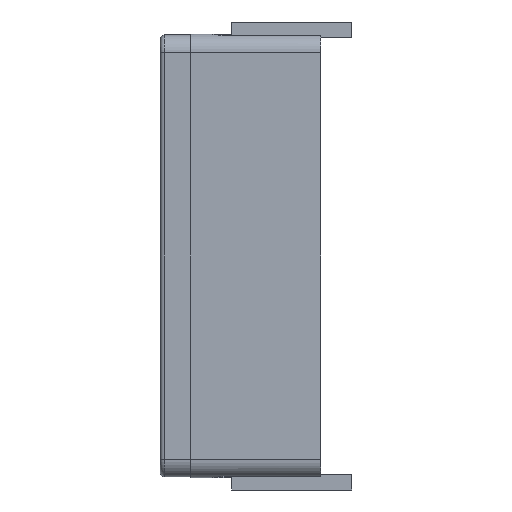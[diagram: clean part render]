
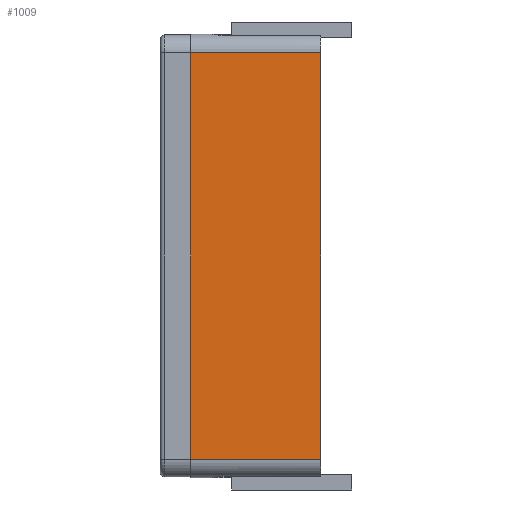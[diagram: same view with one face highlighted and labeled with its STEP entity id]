
A CAD part, left-side view. The second image highlights one B-rep face of the part: STEP entity #1009.
In plain terms, the highlighted planar face has unit normal (-1, 0, 0).
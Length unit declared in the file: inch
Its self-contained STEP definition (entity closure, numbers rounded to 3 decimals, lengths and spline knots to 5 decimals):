
#15 = DIRECTION ( 'NONE',  ( 0., 0., -1. ) ) ;
#335 = AXIS2_PLACEMENT_3D ( 'NONE', #2819, #3111, #15 ) ;
#378 = CARTESIAN_POINT ( 'NONE',  ( -0.1925, 0.085, -0.133 ) ) ;
#534 = VERTEX_POINT ( 'NONE', #3308 ) ;
#570 = ORIENTED_EDGE ( 'NONE', *, *, #2288, .F. ) ;
#971 = DIRECTION ( 'NONE',  ( 0., -1., 0. ) ) ;
#1000 = EDGE_CURVE ( 'NONE', #2080, #3632, #3189, .T. ) ;
#1009 = ADVANCED_FACE ( 'NONE', ( #2484 ), #2201, .F. ) ;
#1014 = CARTESIAN_POINT ( 'NONE',  ( -0.1925, 0.085, 0.133 ) ) ;
#1099 = CARTESIAN_POINT ( 'NONE',  ( -0.1925, 0., 0.133 ) ) ;
#1134 = ORIENTED_EDGE ( 'NONE', *, *, #1000, .T. ) ;
#1302 = VECTOR ( 'NONE', #971, 39.37008 ) ;
#1426 = ORIENTED_EDGE ( 'NONE', *, *, #3528, .T. ) ;
#1951 = EDGE_CURVE ( 'NONE', #2995, #534, #2862, .T. ) ;
#1954 = CARTESIAN_POINT ( 'NONE',  ( -0.1925, 0.085, 0.133 ) ) ;
#2080 = VERTEX_POINT ( 'NONE', #2601 ) ;
#2201 = PLANE ( 'NONE',  #335 ) ;
#2276 = LINE ( 'NONE', #1099, #3550 ) ;
#2285 = VECTOR ( 'NONE', #3115, 39.37008 ) ;
#2288 = EDGE_CURVE ( 'NONE', #2080, #2995, #3317, .T. ) ;
#2484 = FACE_OUTER_BOUND ( 'NONE', #3288, .T. ) ;
#2489 = DIRECTION ( 'NONE',  ( 0., -1., 0. ) ) ;
#2601 = CARTESIAN_POINT ( 'NONE',  ( -0.1925, 0.085, -0.133 ) ) ;
#2628 = VECTOR ( 'NONE', #2489, 39.37008 ) ;
#2819 = CARTESIAN_POINT ( 'NONE',  ( -0.1925, 0.085, 0.133 ) ) ;
#2862 = LINE ( 'NONE', #3665, #1302 ) ;
#2995 = VERTEX_POINT ( 'NONE', #1954 ) ;
#3111 = DIRECTION ( 'NONE',  ( 1., 0., 0. ) ) ;
#3115 = DIRECTION ( 'NONE',  ( 0., 0., 1. ) ) ;
#3145 = CARTESIAN_POINT ( 'NONE',  ( -0.1925, 0., -0.133 ) ) ;
#3189 = LINE ( 'NONE', #378, #2628 ) ;
#3201 = DIRECTION ( 'NONE',  ( 0., 0., 1. ) ) ;
#3288 = EDGE_LOOP ( 'NONE', ( #1426, #3303, #570, #1134 ) ) ;
#3303 = ORIENTED_EDGE ( 'NONE', *, *, #1951, .F. ) ;
#3308 = CARTESIAN_POINT ( 'NONE',  ( -0.1925, 0., 0.133 ) ) ;
#3317 = LINE ( 'NONE', #1014, #2285 ) ;
#3528 = EDGE_CURVE ( 'NONE', #3632, #534, #2276, .T. ) ;
#3550 = VECTOR ( 'NONE', #3201, 39.37008 ) ;
#3632 = VERTEX_POINT ( 'NONE', #3145 ) ;
#3665 = CARTESIAN_POINT ( 'NONE',  ( -0.1925, 0.085, 0.133 ) ) ;
